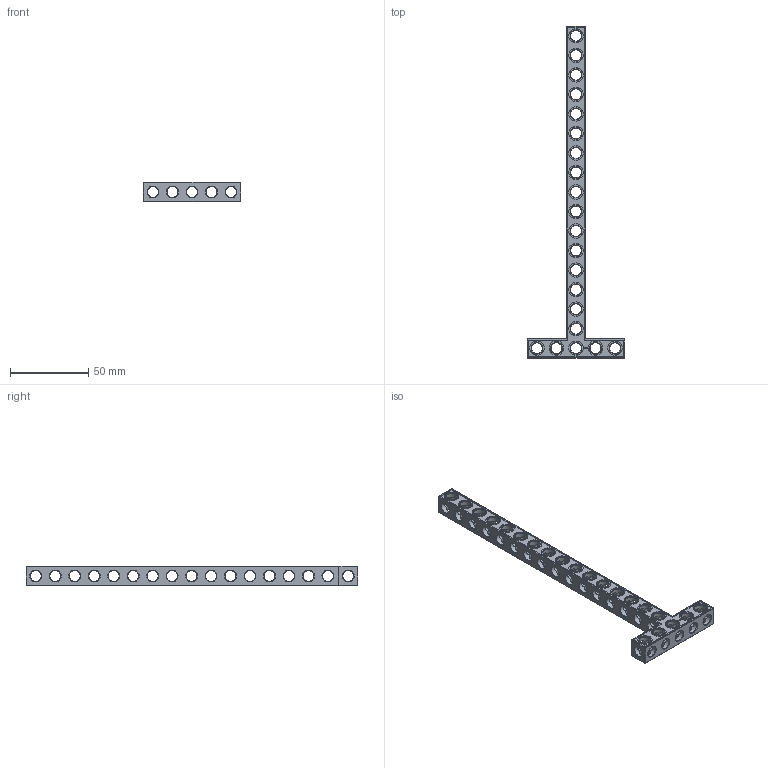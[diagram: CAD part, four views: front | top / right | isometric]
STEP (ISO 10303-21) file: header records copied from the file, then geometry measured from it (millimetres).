
FILE_DESCRIPTION(('FreeCAD Model'),'2;1');
FILE_NAME('Open CASCADE Shape Model','2021-08-08T23:05:45',( 'Paulo Kiefe'),('STEMFIE.org'),'Open CASCADE STEP processor 7.4', 'FreeCAD','Unknown');
FILE_SCHEMA(('AUTOMOTIVE_DESIGN { 1 0 10303 214 1 1 1 1 }'));
Products named in the file (1): Beam_TSH_SYM_ESS_BU05x17x01_-_SPN-BEM-1034_(stemfie.org)
Bounding box: 62.5 x 212.5 x 12.5 mm (x, y, z)
Volume: 20495 mm3; surface area: 18417.1 mm2
Topology: 1 solids, 1 shells, 760 faces, 2299 edges, 1511 vertices
Faces by surface type: plane 409, extrusion 138, cylinder 127, cone 86
Full cylindrical faces by diameter (mm): 7 x106, 9.2 x21
Entity records: 115770 total; most frequent: CARTESIAN_POINT 67167, DIRECTION 7123, VECTOR 4686, ORIENTED_EDGE 4598, PCURVE 4598, DEFINITIONAL_REPRESENTATION 4598, LINE 4548, EDGE_CURVE 2299
